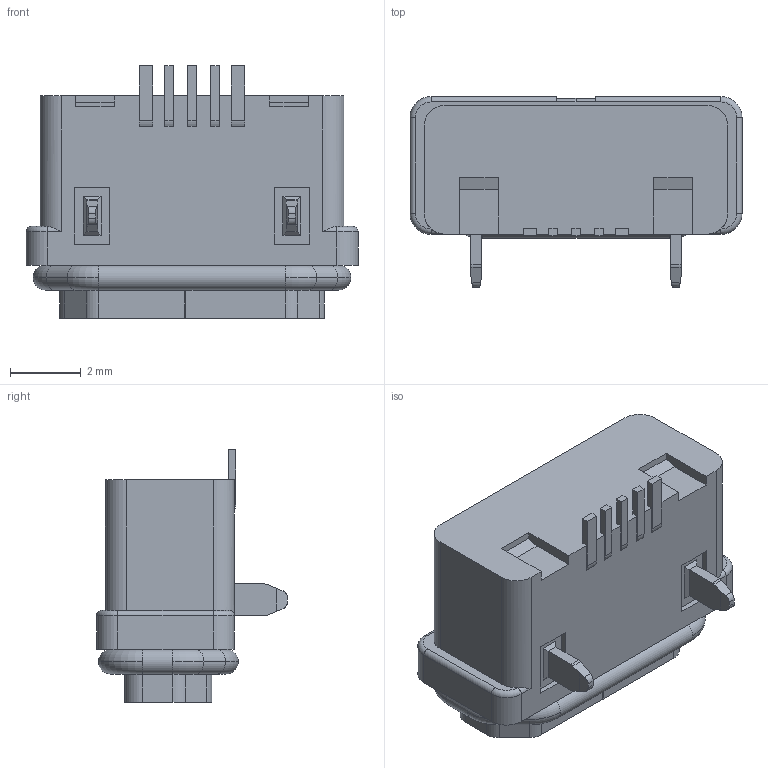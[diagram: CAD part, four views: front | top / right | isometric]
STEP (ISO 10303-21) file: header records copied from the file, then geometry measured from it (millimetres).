
FILE_DESCRIPTION (( 'STEP AP203' ), '1' );
FILE_NAME ('54-00280.STEP', '2021-06-16T21:56:51', ( '' ), ( '' ), 'SwSTEP 2.0', 'SolidWorks 2021', '' );
FILE_SCHEMA (( 'CONFIG_CONTROL_DESIGN' ));
Length unit declared in the file: millimetre
Products named in the file (3): 54-00280; 54-00280_oring
Assembly tree (2 placements, depth 2):
  54-00280
    54-00280
    54-00280_oring
Bounding box: 9.4 x 5.4 x 7.15 mm (x, y, z)
Volume: 138.9 mm3; surface area: 375.6 mm2
Topology: 2 solids, 2 shells, 374 faces, 987 edges, 634 vertices
Faces by surface type: plane 274, cylinder 72, torus 16, cone 8, bspline 4
Entity records: 11808 total; most frequent: CARTESIAN_POINT 2244, ORIENTED_EDGE 1970, DIRECTION 1844, EDGE_CURVE 985, VECTOR 778, LINE 778, VERTEX_POINT 634, AXIS2_PLACEMENT_3D 533
